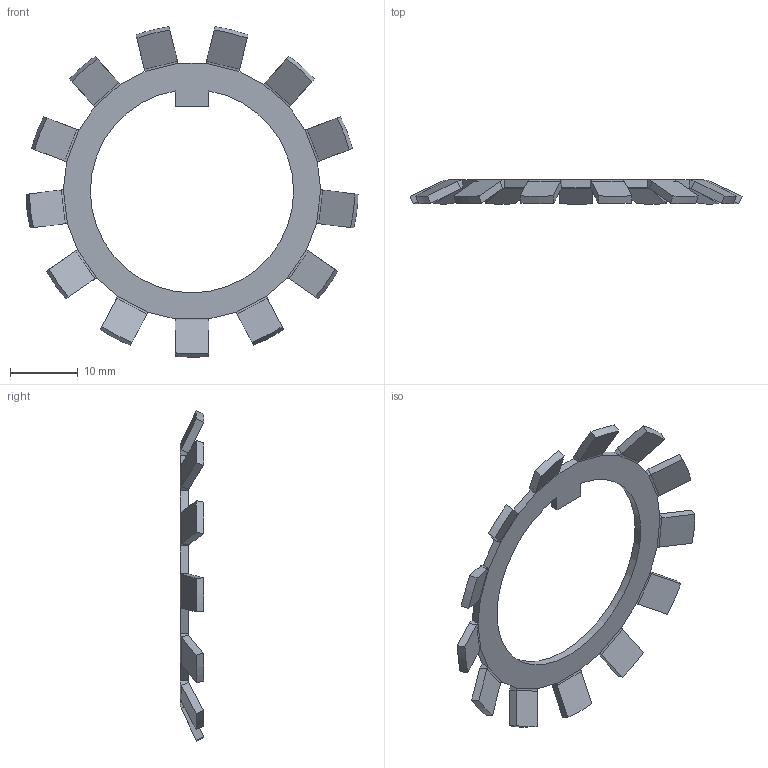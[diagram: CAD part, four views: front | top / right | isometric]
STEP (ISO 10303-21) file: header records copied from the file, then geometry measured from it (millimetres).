
FILE_DESCRIPTION (( 'STEP AP214' ), '1' );
FILE_NAME ('DIN 5406_MB 6.STEP', '2023-05-25T07:24:05', ( '' ), ( '' ), 'SwSTEP 2.0', 'SolidWorks 2020', '' );
FILE_SCHEMA (( 'AUTOMOTIVE_DESIGN' ));
Length unit declared in the file: millimetre
Products named in the file (1): DIN 5406_MB 6
Bounding box: 48.99 x 3.53 x 48.76 mm (x, y, z)
Volume: 971.9 mm3; surface area: 2062.4 mm2
Topology: 1 solids, 1 shells, 136 faces, 298 edges, 164 vertices
Faces by surface type: plane 96, cylinder 27, bspline 13
Entity records: 3641 total; most frequent: CARTESIAN_POINT 768, ORIENTED_EDGE 596, DIRECTION 574, EDGE_CURVE 298, LINE 218, VECTOR 218, AXIS2_PLACEMENT_3D 178, VERTEX_POINT 164
